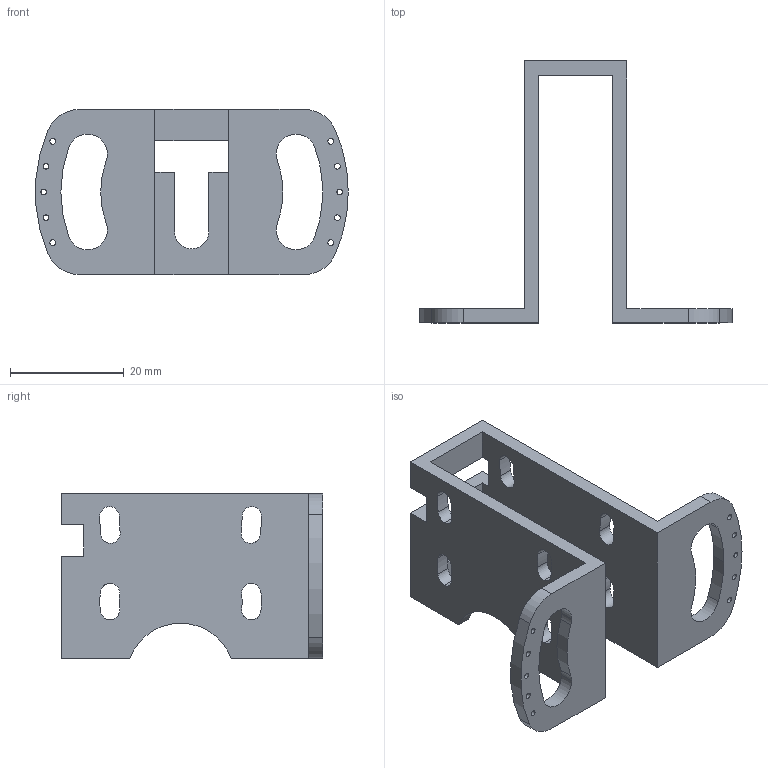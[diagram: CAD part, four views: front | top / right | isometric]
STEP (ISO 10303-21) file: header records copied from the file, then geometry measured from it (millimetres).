
FILE_DESCRIPTION (( 'STEP AP214' ), '1' );
FILE_NAME ('115_SA9Z-K03.STEP', '2020-11-19T02:39:23', ( 'IDEC' ), ( 'IDEC' ), 'SwSTEP 2.0', 'SolidWorks 2019', '' );
FILE_SCHEMA (( 'AUTOMOTIVE_DESIGN' ));
Length unit declared in the file: millimetre
Products named in the file (1): 115_SA9Z-K03
Bounding box: 54.91 x 46 x 29 mm (x, y, z)
Volume: 8117 mm3; surface area: 8188.2 mm2
Topology: 1 solids, 1 shells, 108 faces, 324 edges, 216 vertices
Faces by surface type: cylinder 85, plane 23
Entity records: 3856 total; most frequent: DIRECTION 712, CARTESIAN_POINT 649, ORIENTED_EDGE 648, EDGE_CURVE 324, AXIS2_PLACEMENT_3D 279, VERTEX_POINT 216, CIRCLE 170, VECTOR 154
